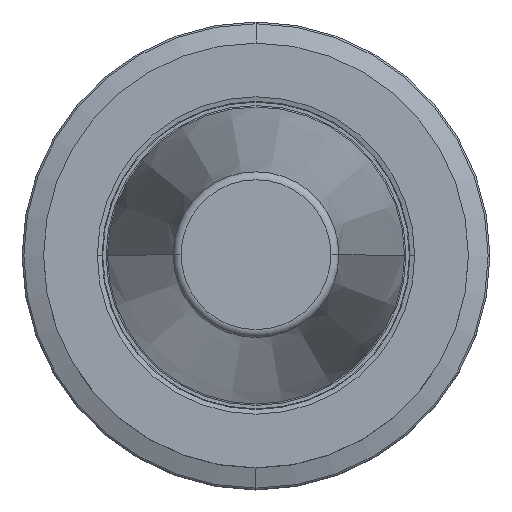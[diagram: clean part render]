
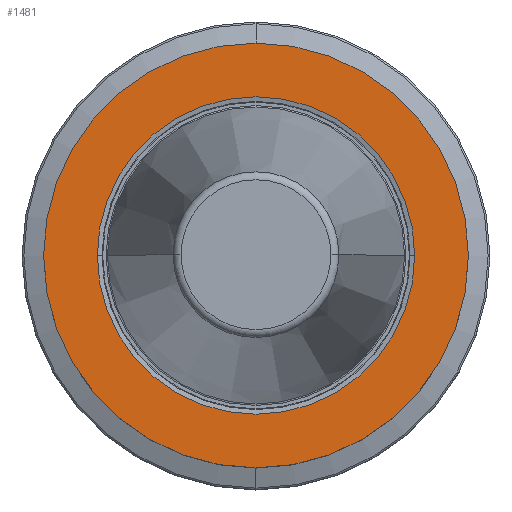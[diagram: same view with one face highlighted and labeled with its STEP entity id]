
A CAD part, top view. The second image highlights one B-rep face of the part: STEP entity #1481.
In plain terms, the highlighted planar face has unit normal (0, 0, 1).
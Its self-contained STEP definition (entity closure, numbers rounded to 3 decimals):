
#200=CARTESIAN_POINT('',(0.,0.,-3.2));
#201=DIRECTION('',(0.,0.,1.));
#202=DIRECTION('',(1.,0.,0.));
#203=AXIS2_PLACEMENT_3D('',#200,#201,#202);
#208=CARTESIAN_POINT('',(0.,0.,-3.2));
#209=DIRECTION('',(0.,0.,-1.));
#210=DIRECTION('',(1.,0.,0.));
#211=AXIS2_PLACEMENT_3D('',#208,#209,#210);
#216=CARTESIAN_POINT('',(0.,0.,-3.2));
#217=DIRECTION('',(0.,0.,1.));
#218=DIRECTION('',(1.,0.,0.));
#219=AXIS2_PLACEMENT_3D('',#216,#217,#218);
#224=CARTESIAN_POINT('',(0.,0.,-3.2));
#225=DIRECTION('',(0.,0.,1.));
#226=DIRECTION('',(-1.,0.,0.));
#227=AXIS2_PLACEMENT_3D('',#224,#225,#226);
#1164=CARTESIAN_POINT('',(31.775,0.,-3.2));
#1165=CARTESIAN_POINT('',(-31.775,0.,-3.2));
#1166=VERTEX_POINT('',#1164);
#1167=VERTEX_POINT('',#1165);
#1230=CARTESIAN_POINT('',(23.746,0.,-3.2));
#1231=VERTEX_POINT('',#1230);
#1234=CARTESIAN_POINT('',(-23.746,0.,-3.2));
#1235=VERTEX_POINT('',#1234);
#1466=CARTESIAN_POINT('',(0.,0.,-3.2));
#1467=DIRECTION('',(0.,0.,-1.));
#1468=DIRECTION('',(-1.,0.,0.));
#1469=AXIS2_PLACEMENT_3D('',#1466,#1467,#1468);
#1470=PLANE('',#1469);
#1471=ORIENTED_EDGE('',*,*,#1447,.F.);
#1472=ORIENTED_EDGE('',*,*,#1389,.T.);
#1473=EDGE_LOOP('',(#1471,#1472));
#1474=FACE_OUTER_BOUND('',#1473,.F.);
#1476=ORIENTED_EDGE('',*,*,#1475,.T.);
#1478=ORIENTED_EDGE('',*,*,#1477,.T.);
#1479=EDGE_LOOP('',(#1476,#1478));
#1480=FACE_BOUND('',#1479,.F.);
#204=CIRCLE('',#203,31.775);
#212=CIRCLE('',#211,31.775);
#220=CIRCLE('',#219,23.746);
#228=CIRCLE('',#227,23.746);
#1389=EDGE_CURVE('',#1166,#1167,#212,.T.);
#1447=EDGE_CURVE('',#1166,#1167,#204,.T.);
#1475=EDGE_CURVE('',#1231,#1235,#220,.T.);
#1477=EDGE_CURVE('',#1235,#1231,#228,.T.);
#1481=ADVANCED_FACE('',(#1474,#1480),#1470,.F.);
